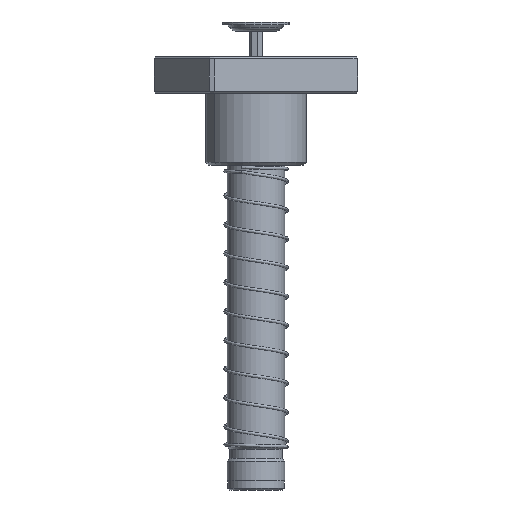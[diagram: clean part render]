
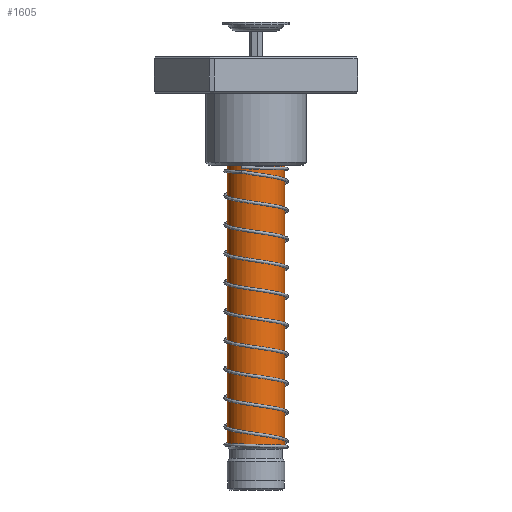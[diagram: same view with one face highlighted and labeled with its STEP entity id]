
A CAD part, front view. The second image highlights one B-rep face of the part: STEP entity #1605.
In plain terms, the highlighted cylindrical face has radius 16 mm (diameter 32 mm), a partial arc.
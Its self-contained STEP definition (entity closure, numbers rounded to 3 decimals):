
#254 = AXIS2_PLACEMENT_3D ( 'NONE', #54615, #42018, #54813 ) ;
#1605 = ADVANCED_FACE ( 'NONE', ( #42575 ), #10432, .T. ) ;
#3796 = VECTOR ( 'NONE', #32941, 1000. ) ;
#3973 = EDGE_CURVE ( 'NONE', #28690, #52101, #8249, .T. ) ;
#8206 = CARTESIAN_POINT ( 'NONE',  ( 16., 0., 24. ) ) ;
#8249 = LINE ( 'NONE', #14865, #17883 ) ;
#10200 = AXIS2_PLACEMENT_3D ( 'NONE', #22249, #44606, #10381 ) ;
#10381 = DIRECTION ( 'NONE',  ( -1., 0., 0. ) ) ;
#10432 = CYLINDRICAL_SURFACE ( 'NONE', #10200, 16. ) ;
#14865 = CARTESIAN_POINT ( 'NONE',  ( -16., 0., 240. ) ) ;
#17516 = ORIENTED_EDGE ( 'NONE', *, *, #3973, .T. ) ;
#17883 = VECTOR ( 'NONE', #45621, 1000. ) ;
#19130 = CIRCLE ( 'NONE', #53595, 16. ) ;
#20014 = ORIENTED_EDGE ( 'NONE', *, *, #20624, .T. ) ;
#20624 = EDGE_CURVE ( 'NONE', #24802, #28690, #19130, .T. ) ;
#22249 = CARTESIAN_POINT ( 'NONE',  ( 0., 0., 240. ) ) ;
#23473 = CARTESIAN_POINT ( 'NONE',  ( 16., 0., 237.5 ) ) ;
#24802 = VERTEX_POINT ( 'NONE', #23473 ) ;
#26830 = DIRECTION ( 'NONE',  ( 1., 0., 0. ) ) ;
#28690 = VERTEX_POINT ( 'NONE', #44491 ) ;
#30914 = ORIENTED_EDGE ( 'NONE', *, *, #36012, .F. ) ;
#31212 = DIRECTION ( 'NONE',  ( 0., 0., -1. ) ) ;
#32742 = CARTESIAN_POINT ( 'NONE',  ( 16., 0., 240. ) ) ;
#32941 = DIRECTION ( 'NONE',  ( 0., 0., -1. ) ) ;
#36012 = EDGE_CURVE ( 'NONE', #52516, #52101, #54950, .T. ) ;
#42018 = DIRECTION ( 'NONE',  ( 0., 0., -1. ) ) ;
#42575 = FACE_OUTER_BOUND ( 'NONE', #44124, .T. ) ;
#44008 = EDGE_CURVE ( 'NONE', #24802, #52516, #48994, .T. ) ;
#44124 = EDGE_LOOP ( 'NONE', ( #45138, #20014, #17516, #30914 ) ) ;
#44370 = CARTESIAN_POINT ( 'NONE',  ( 0., 0., 237.5 ) ) ;
#44491 = CARTESIAN_POINT ( 'NONE',  ( -16., 0., 237.5 ) ) ;
#44606 = DIRECTION ( 'NONE',  ( 0., 0., -1. ) ) ;
#45138 = ORIENTED_EDGE ( 'NONE', *, *, #44008, .F. ) ;
#45621 = DIRECTION ( 'NONE',  ( 0., 0., -1. ) ) ;
#47766 = CARTESIAN_POINT ( 'NONE',  ( -16., 0., 24. ) ) ;
#48994 = LINE ( 'NONE', #32742, #3796 ) ;
#52101 = VERTEX_POINT ( 'NONE', #47766 ) ;
#52516 = VERTEX_POINT ( 'NONE', #8206 ) ;
#53595 = AXIS2_PLACEMENT_3D ( 'NONE', #44370, #31212, #26830 ) ;
#54615 = CARTESIAN_POINT ( 'NONE',  ( 0., 0., 24. ) ) ;
#54813 = DIRECTION ( 'NONE',  ( -1., 0., 0. ) ) ;
#54950 = CIRCLE ( 'NONE', #254, 16. ) ;
